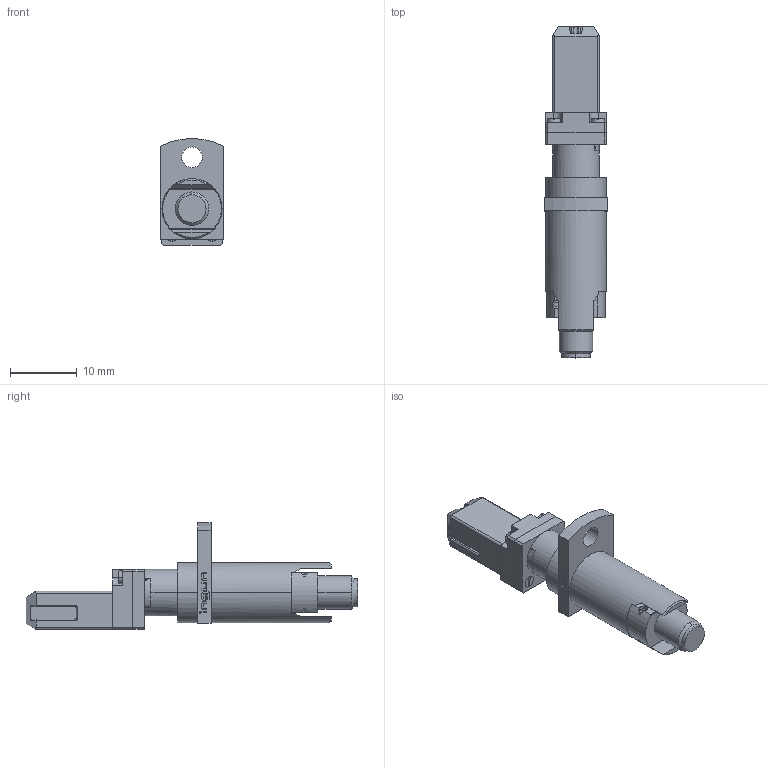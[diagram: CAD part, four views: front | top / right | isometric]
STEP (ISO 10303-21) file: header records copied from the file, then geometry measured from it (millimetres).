
FILE_DESCRIPTION (( 'STEP AP203' ), '1' );
FILE_NAME ('INGUN_HFS-821_302_045_A_xx05_MX68.STEP', '2022-05-04T08:49:34', ( 'ochi' ), ( '' ), 'SwSTEP 2.0', 'SolidWorks 2018', '' );
FILE_SCHEMA (( 'CONFIG_CONTROL_DESIGN' ));
Length unit declared in the file: millimetre
Products named in the file (1): INGUN_HFS-821_302_045_A_xx05_MX68
Bounding box: 9.5 x 49.7 x 16 mm (x, y, z)
Volume: 2551.7 mm3; surface area: 2098.7 mm2
Topology: 1 solids, 1 shells, 363 faces, 948 edges, 606 vertices
Faces by surface type: plane 201, cylinder 76, torus 36, bspline 34, cone 12, sphere 4
Entity records: 14023 total; most frequent: CARTESIAN_POINT 5359, ORIENTED_EDGE 1888, DIRECTION 1650, EDGE_CURVE 944, VERTEX_POINT 606, AXIS2_PLACEMENT_3D 560, LINE 530, VECTOR 530
